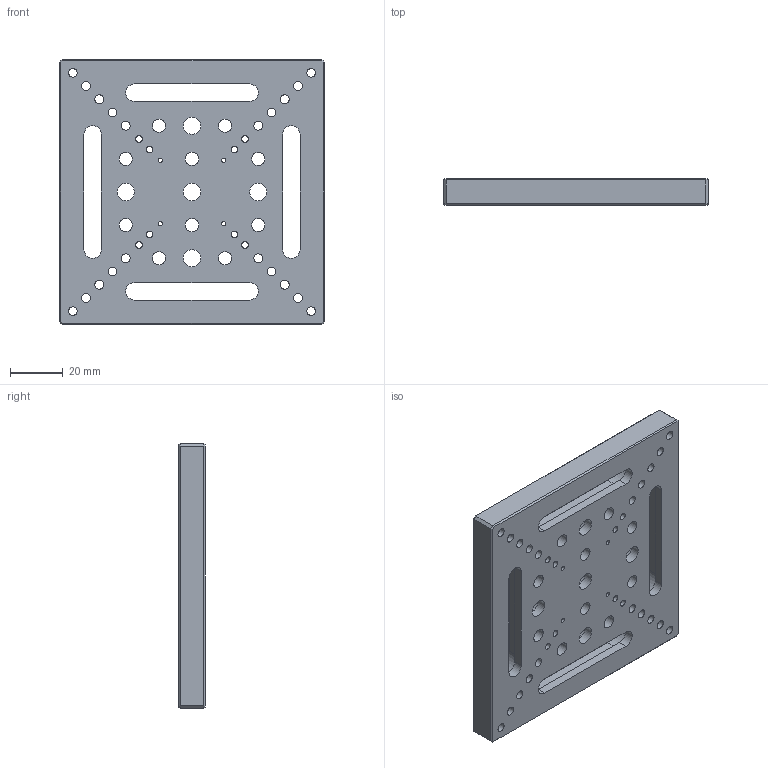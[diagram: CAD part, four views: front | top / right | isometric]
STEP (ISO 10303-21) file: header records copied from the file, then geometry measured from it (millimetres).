
FILE_DESCRIPTION (( 'STEP AP203' ), '1' );
FILE_NAME ('100-100-10-B-蛌諉啣.STEP', '2025-05-20T08:13:52', ( 'Windows User' ), ( 'P R C' ), 'SwSTEP 2.0', 'SolidWorks 2020', '' );
FILE_SCHEMA (( 'CONFIG_CONTROL_DESIGN' ));
Length unit declared in the file: millimetre
Products named in the file (1): 100-100-10-B-蛌諉啣
Bounding box: 100 x 10 x 100 mm (x, y, z)
Volume: 69391.5 mm3; surface area: 30593 mm2
Topology: 1 solids, 1 shells, 182 faces, 441 edges, 266 vertices
Faces by surface type: cylinder 68, plane 59, cone 55
Full cylindrical faces by diameter (mm): 1.6 x4, 2.5 x8, 3.3 x20, 5 x10, 6.5 x5, 11 x5
Entity records: 5043 total; most frequent: DIRECTION 896, CARTESIAN_POINT 785, ORIENTED_EDGE 678, EDGE_LOOP 388, AXIS2_PLACEMENT_3D 374, EDGE_CURVE 339, VERTEX_POINT 263, FACE_OUTER_BOUND 234
